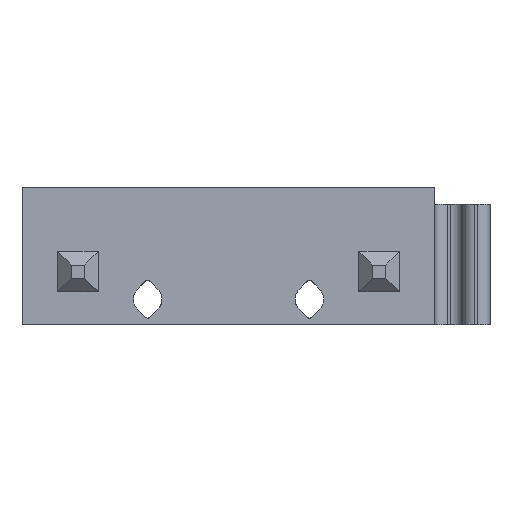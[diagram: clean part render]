
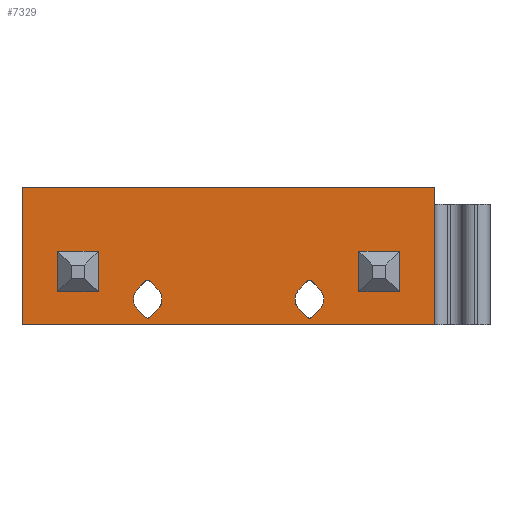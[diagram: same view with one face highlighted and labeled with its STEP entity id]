
A CAD part, front view. The second image highlights one B-rep face of the part: STEP entity #7329.
In plain terms, the highlighted planar face has unit normal (0, -1, 0).
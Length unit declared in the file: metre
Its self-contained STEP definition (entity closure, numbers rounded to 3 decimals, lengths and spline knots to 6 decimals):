
#67=CIRCLE('',#7724,0.002075);
#68=CIRCLE('',#7725,0.0004);
#69=CIRCLE('',#7726,0.002075);
#70=CIRCLE('',#7727,0.0004);
#71=CIRCLE('',#7728,0.002075);
#72=CIRCLE('',#7729,0.0004);
#73=CIRCLE('',#7730,0.002075);
#74=CIRCLE('',#7731,0.0004);
#347=PLANE('',#7723);
#625=LINE('',#10767,#1374);
#642=LINE('',#10924,#1391);
#643=LINE('',#10927,#1392);
#644=LINE('',#10929,#1393);
#645=LINE('',#10931,#1394);
#646=LINE('',#10932,#1395);
#647=LINE('',#10935,#1396);
#648=LINE('',#10937,#1397);
#649=LINE('',#10939,#1398);
#650=LINE('',#10943,#1399);
#651=LINE('',#10947,#1400);
#652=LINE('',#10951,#1401);
#653=LINE('',#10955,#1402);
#654=LINE('',#10956,#1403);
#655=LINE('',#10961,#1404);
#656=LINE('',#10965,#1405);
#657=LINE('',#10969,#1406);
#658=LINE('',#10972,#1407);
#659=LINE('',#10974,#1408);
#660=LINE('',#10976,#1409);
#1374=VECTOR('',#8363,1.);
#1391=VECTOR('',#8388,1.);
#1392=VECTOR('',#8389,1.);
#1393=VECTOR('',#8390,1.);
#1394=VECTOR('',#8391,1.);
#1395=VECTOR('',#8392,1.);
#1396=VECTOR('',#8393,1.);
#1397=VECTOR('',#8394,1.);
#1398=VECTOR('',#8395,1.);
#1399=VECTOR('',#8398,1.);
#1400=VECTOR('',#8401,1.);
#1401=VECTOR('',#8404,1.);
#1402=VECTOR('',#8407,1.);
#1403=VECTOR('',#8408,1.);
#1404=VECTOR('',#8411,1.);
#1405=VECTOR('',#8414,1.);
#1406=VECTOR('',#8417,1.);
#1407=VECTOR('',#8420,1.);
#1408=VECTOR('',#8421,1.);
#1409=VECTOR('',#8422,1.);
#2414=ORIENTED_EDGE('',*,*,#4522,.T.);
#2415=ORIENTED_EDGE('',*,*,#4523,.T.);
#2416=ORIENTED_EDGE('',*,*,#4524,.T.);
#2417=ORIENTED_EDGE('',*,*,#4525,.T.);
#2418=ORIENTED_EDGE('',*,*,#4526,.T.);
#2419=ORIENTED_EDGE('',*,*,#4527,.T.);
#2420=ORIENTED_EDGE('',*,*,#4528,.T.);
#2421=ORIENTED_EDGE('',*,*,#4529,.T.);
#2422=ORIENTED_EDGE('',*,*,#4530,.F.);
#2423=ORIENTED_EDGE('',*,*,#4531,.T.);
#2424=ORIENTED_EDGE('',*,*,#4532,.F.);
#2425=ORIENTED_EDGE('',*,*,#4533,.F.);
#2426=ORIENTED_EDGE('',*,*,#4534,.F.);
#2427=ORIENTED_EDGE('',*,*,#4535,.F.);
#2428=ORIENTED_EDGE('',*,*,#4536,.F.);
#2429=ORIENTED_EDGE('',*,*,#4537,.T.);
#2430=ORIENTED_EDGE('',*,*,#4538,.F.);
#2431=ORIENTED_EDGE('',*,*,#4539,.T.);
#2432=ORIENTED_EDGE('',*,*,#4540,.F.);
#2433=ORIENTED_EDGE('',*,*,#4541,.T.);
#2434=ORIENTED_EDGE('',*,*,#4542,.T.);
#2435=ORIENTED_EDGE('',*,*,#4543,.T.);
#2436=ORIENTED_EDGE('',*,*,#4544,.T.);
#2437=ORIENTED_EDGE('',*,*,#4545,.T.);
#2438=ORIENTED_EDGE('',*,*,#4546,.T.);
#2439=ORIENTED_EDGE('',*,*,#4473,.F.);
#2440=ORIENTED_EDGE('',*,*,#4547,.T.);
#2441=ORIENTED_EDGE('',*,*,#4548,.T.);
#4473=EDGE_CURVE('',#5554,#5555,#625,.F.);
#4522=EDGE_CURVE('',#5603,#5604,#642,.T.);
#4523=EDGE_CURVE('',#5604,#5605,#643,.F.);
#4524=EDGE_CURVE('',#5605,#5606,#644,.F.);
#4525=EDGE_CURVE('',#5606,#5603,#645,.T.);
#4526=EDGE_CURVE('',#5607,#5608,#646,.F.);
#4527=EDGE_CURVE('',#5608,#5609,#647,.F.);
#4528=EDGE_CURVE('',#5609,#5610,#648,.T.);
#4529=EDGE_CURVE('',#5610,#5607,#649,.T.);
#4530=EDGE_CURVE('',#5611,#5612,#67,.F.);
#4531=EDGE_CURVE('',#5611,#5613,#650,.T.);
#4532=EDGE_CURVE('',#5614,#5613,#68,.F.);
#4533=EDGE_CURVE('',#5615,#5614,#651,.T.);
#4534=EDGE_CURVE('',#5616,#5615,#69,.F.);
#4535=EDGE_CURVE('',#5617,#5616,#652,.T.);
#4536=EDGE_CURVE('',#5618,#5617,#70,.F.);
#4537=EDGE_CURVE('',#5618,#5612,#653,.T.);
#4538=EDGE_CURVE('',#5619,#5620,#654,.T.);
#4539=EDGE_CURVE('',#5619,#5621,#71,.T.);
#4540=EDGE_CURVE('',#5622,#5621,#655,.T.);
#4541=EDGE_CURVE('',#5622,#5623,#72,.T.);
#4542=EDGE_CURVE('',#5623,#5624,#656,.T.);
#4543=EDGE_CURVE('',#5624,#5625,#73,.T.);
#4544=EDGE_CURVE('',#5625,#5626,#657,.T.);
#4545=EDGE_CURVE('',#5626,#5620,#74,.T.);
#4546=EDGE_CURVE('',#5627,#5555,#658,.T.);
#4547=EDGE_CURVE('',#5554,#5628,#659,.T.);
#4548=EDGE_CURVE('',#5628,#5627,#660,.F.);
#5554=VERTEX_POINT('',#10768);
#5555=VERTEX_POINT('',#10769);
#5603=VERTEX_POINT('',#10925);
#5604=VERTEX_POINT('',#10926);
#5605=VERTEX_POINT('',#10928);
#5606=VERTEX_POINT('',#10930);
#5607=VERTEX_POINT('',#10933);
#5608=VERTEX_POINT('',#10934);
#5609=VERTEX_POINT('',#10936);
#5610=VERTEX_POINT('',#10938);
#5611=VERTEX_POINT('',#10941);
#5612=VERTEX_POINT('',#10942);
#5613=VERTEX_POINT('',#10944);
#5614=VERTEX_POINT('',#10946);
#5615=VERTEX_POINT('',#10948);
#5616=VERTEX_POINT('',#10950);
#5617=VERTEX_POINT('',#10952);
#5618=VERTEX_POINT('',#10954);
#5619=VERTEX_POINT('',#10957);
#5620=VERTEX_POINT('',#10958);
#5621=VERTEX_POINT('',#10960);
#5622=VERTEX_POINT('',#10962);
#5623=VERTEX_POINT('',#10964);
#5624=VERTEX_POINT('',#10966);
#5625=VERTEX_POINT('',#10968);
#5626=VERTEX_POINT('',#10970);
#5627=VERTEX_POINT('',#10973);
#5628=VERTEX_POINT('',#10975);
#6421=EDGE_LOOP('',(#2414,#2415,#2416,#2417));
#6422=EDGE_LOOP('',(#2418,#2419,#2420,#2421));
#6423=EDGE_LOOP('',(#2422,#2423,#2424,#2425,#2426,#2427,#2428,#2429));
#6424=EDGE_LOOP('',(#2430,#2431,#2432,#2433,#2434,#2435,#2436,#2437));
#6425=EDGE_LOOP('',(#2438,#2439,#2440,#2441));
#6840=FACE_BOUND('',#6421,.T.);
#6841=FACE_BOUND('',#6422,.T.);
#6842=FACE_BOUND('',#6423,.T.);
#6843=FACE_BOUND('',#6424,.T.);
#6844=FACE_BOUND('',#6425,.T.);
#7329=ADVANCED_FACE('',(#6840,#6841,#6842,#6843,#6844),#347,.F.);
#7723=AXIS2_PLACEMENT_3D('',#10923,#8386,#8387);
#7724=AXIS2_PLACEMENT_3D('',#10940,#8396,#8397);
#7725=AXIS2_PLACEMENT_3D('',#10945,#8399,#8400);
#7726=AXIS2_PLACEMENT_3D('',#10949,#8402,#8403);
#7727=AXIS2_PLACEMENT_3D('',#10953,#8405,#8406);
#7728=AXIS2_PLACEMENT_3D('',#10959,#8409,#8410);
#7729=AXIS2_PLACEMENT_3D('',#10963,#8412,#8413);
#7730=AXIS2_PLACEMENT_3D('',#10967,#8415,#8416);
#7731=AXIS2_PLACEMENT_3D('',#10971,#8418,#8419);
#8363=DIRECTION('',(-1.,0.,0.));
#8386=DIRECTION('',(0.,1.,0.));
#8387=DIRECTION('',(-1.,0.,0.));
#8388=DIRECTION('',(0.,0.,1.));
#8389=DIRECTION('',(-1.,0.,0.));
#8390=DIRECTION('',(0.,0.,1.));
#8391=DIRECTION('',(-1.,0.,0.));
#8392=DIRECTION('',(0.,0.,1.));
#8393=DIRECTION('',(1.,0.,0.));
#8394=DIRECTION('',(0.,0.,1.));
#8395=DIRECTION('',(1.,0.,0.));
#8396=DIRECTION('',(0.,1.,0.));
#8397=DIRECTION('',(-1.,0.,0.));
#8398=DIRECTION('',(-0.707,0.,-0.707));
#8399=DIRECTION('',(0.,1.,0.));
#8400=DIRECTION('',(-1.,0.,0.));
#8401=DIRECTION('',(0.707,0.,-0.707));
#8402=DIRECTION('',(0.,1.,0.));
#8403=DIRECTION('',(-1.,0.,0.));
#8404=DIRECTION('',(-0.707,0.,-0.707));
#8405=DIRECTION('',(0.,1.,0.));
#8406=DIRECTION('',(-1.,0.,0.));
#8407=DIRECTION('',(0.707,0.,-0.707));
#8408=DIRECTION('',(0.707,0.,-0.707));
#8409=DIRECTION('',(0.,1.,0.));
#8410=DIRECTION('',(-1.,0.,0.));
#8411=DIRECTION('',(-0.707,0.,-0.707));
#8412=DIRECTION('',(0.,1.,0.));
#8413=DIRECTION('',(-1.,0.,0.));
#8414=DIRECTION('',(0.707,0.,-0.707));
#8415=DIRECTION('',(0.,1.,0.));
#8416=DIRECTION('',(-1.,0.,0.));
#8417=DIRECTION('',(-0.707,0.,-0.707));
#8418=DIRECTION('',(0.,1.,0.));
#8419=DIRECTION('',(-1.,0.,0.));
#8420=DIRECTION('',(0.,0.,1.));
#8421=DIRECTION('',(0.,0.,-1.));
#8422=DIRECTION('',(-1.,0.,0.));
#10767=CARTESIAN_POINT('',(0.617889,1.230025,0.38));
#10768=CARTESIAN_POINT('',(0.51,1.230025,0.38));
#10769=CARTESIAN_POINT('',(0.569975,1.230025,0.38));
#10923=CARTESIAN_POINT('',(0.617889,1.230025,0.38));
#10924=CARTESIAN_POINT('',(0.558929,1.230025,0.38));
#10925=CARTESIAN_POINT('',(0.558929,1.230025,0.364783));
#10926=CARTESIAN_POINT('',(0.558929,1.230025,0.370683));
#10927=CARTESIAN_POINT('',(0.617889,1.230025,0.370683));
#10928=CARTESIAN_POINT('',(0.564829,1.230025,0.370683));
#10929=CARTESIAN_POINT('',(0.564829,1.230025,0.38));
#10930=CARTESIAN_POINT('',(0.564829,1.230025,0.364783));
#10931=CARTESIAN_POINT('',(0.617889,1.230025,0.364783));
#10932=CARTESIAN_POINT('',(0.521071,1.230025,0.38));
#10933=CARTESIAN_POINT('',(0.521071,1.230025,0.370683));
#10934=CARTESIAN_POINT('',(0.521071,1.230025,0.364783));
#10935=CARTESIAN_POINT('',(0.617889,1.230025,0.364783));
#10936=CARTESIAN_POINT('',(0.515171,1.230025,0.364783));
#10937=CARTESIAN_POINT('',(0.515171,1.230025,0.38));
#10938=CARTESIAN_POINT('',(0.515171,1.230025,0.370683));
#10939=CARTESIAN_POINT('',(0.617889,1.230025,0.370683));
#10940=CARTESIAN_POINT('',(0.551733,1.230025,0.363733));
#10941=CARTESIAN_POINT('',(0.553201,1.230025,0.362266));
#10942=CARTESIAN_POINT('',(0.553201,1.230025,0.365201));
#10943=CARTESIAN_POINT('',(0.594412,1.230025,0.403477));
#10944=CARTESIAN_POINT('',(0.552016,1.230025,0.361082));
#10945=CARTESIAN_POINT('',(0.551733,1.230025,0.361365));
#10946=CARTESIAN_POINT('',(0.551451,1.230025,0.361082));
#10947=CARTESIAN_POINT('',(0.575211,1.230025,0.337322));
#10948=CARTESIAN_POINT('',(0.550266,1.230025,0.362266));
#10949=CARTESIAN_POINT('',(0.551733,1.230025,0.363733));
#10950=CARTESIAN_POINT('',(0.550266,1.230025,0.365201));
#10951=CARTESIAN_POINT('',(0.591477,1.230025,0.406412));
#10952=CARTESIAN_POINT('',(0.551451,1.230025,0.366385));
#10953=CARTESIAN_POINT('',(0.551733,1.230025,0.366102));
#10954=CARTESIAN_POINT('',(0.552016,1.230025,0.366385));
#10955=CARTESIAN_POINT('',(0.578145,1.230025,0.340256));
#10956=CARTESIAN_POINT('',(0.563477,1.230025,0.325588));
#10957=CARTESIAN_POINT('',(0.526799,1.230025,0.362266));
#10958=CARTESIAN_POINT('',(0.527984,1.230025,0.361082));
#10959=CARTESIAN_POINT('',(0.528267,1.230025,0.363733));
#10960=CARTESIAN_POINT('',(0.526799,1.230025,0.365201));
#10961=CARTESIAN_POINT('',(0.579744,1.230025,0.418145));
#10962=CARTESIAN_POINT('',(0.527984,1.230025,0.366385));
#10963=CARTESIAN_POINT('',(0.528267,1.230025,0.366102));
#10964=CARTESIAN_POINT('',(0.528549,1.230025,0.366385));
#10965=CARTESIAN_POINT('',(0.566412,1.230025,0.328523));
#10966=CARTESIAN_POINT('',(0.529734,1.230025,0.365201));
#10967=CARTESIAN_POINT('',(0.528267,1.230025,0.363733));
#10968=CARTESIAN_POINT('',(0.529734,1.230025,0.362266));
#10969=CARTESIAN_POINT('',(0.582678,1.230025,0.415211));
#10970=CARTESIAN_POINT('',(0.528549,1.230025,0.361082));
#10971=CARTESIAN_POINT('',(0.528267,1.230025,0.361365));
#10972=CARTESIAN_POINT('',(0.569975,1.230025,0.38));
#10973=CARTESIAN_POINT('',(0.569975,1.230025,0.36));
#10974=CARTESIAN_POINT('',(0.51,1.230025,0.38));
#10975=CARTESIAN_POINT('',(0.51,1.230025,0.36));
#10976=CARTESIAN_POINT('',(0.497889,1.230025,0.36));
